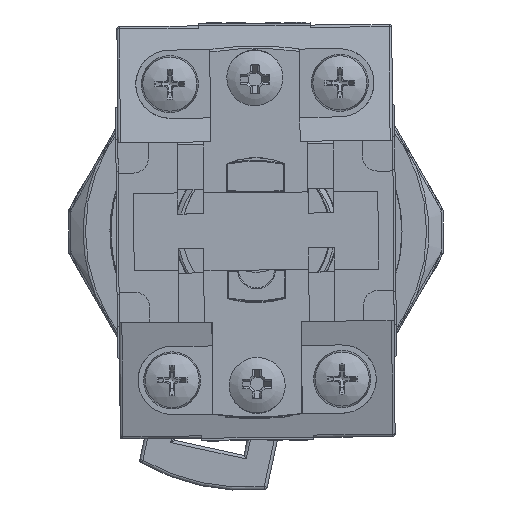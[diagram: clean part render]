
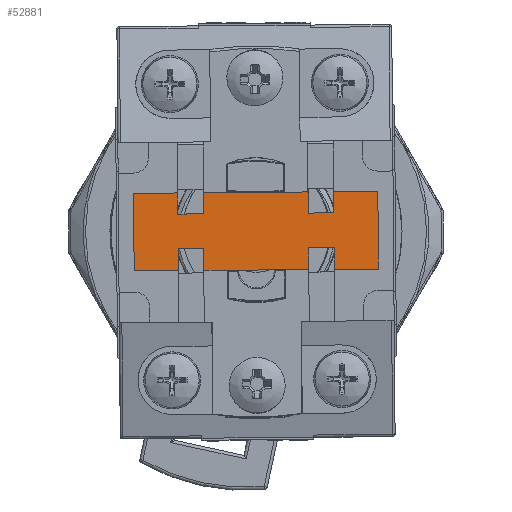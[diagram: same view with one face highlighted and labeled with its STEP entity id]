
A CAD part, front view. The second image highlights one B-rep face of the part: STEP entity #52881.
In plain terms, the highlighted face is planar.
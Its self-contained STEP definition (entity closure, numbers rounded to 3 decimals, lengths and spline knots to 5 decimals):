
#3628=PLANE('',#57270);
#5894=FACE_OUTER_BOUND('',#8912,.T.);
#8912=EDGE_LOOP('',(#42492,#42493,#42494,#42495,#42496,#42497,#42498,#42499,
#42500,#42501,#42502,#42503,#42504,#42505,#42506,#42507,#42508,#42509,#42510,
#42511,#42512,#42513,#42514,#42515,#42516,#42517,#42518,#42519));
#12890=LINE('',#140421,#17489);
#12905=LINE('',#140480,#17504);
#12909=LINE('',#140489,#17508);
#12912=LINE('',#140494,#17511);
#12913=LINE('',#140497,#17512);
#12918=LINE('',#140507,#17517);
#12921=LINE('',#140512,#17520);
#12926=LINE('',#140521,#17525);
#12946=LINE('',#140560,#17545);
#12948=LINE('',#140564,#17547);
#12950=LINE('',#140568,#17549);
#12953=LINE('',#140573,#17552);
#12955=LINE('',#140577,#17554);
#12958=LINE('',#140585,#17557);
#12968=LINE('',#140609,#17567);
#12970=LINE('',#140612,#17569);
#12971=LINE('',#140614,#17570);
#12972=LINE('',#140617,#17571);
#12973=LINE('',#140619,#17572);
#12974=LINE('',#140620,#17573);
#12975=LINE('',#140622,#17574);
#12976=LINE('',#140624,#17575);
#12977=LINE('',#140625,#17576);
#12978=LINE('',#140627,#17577);
#12979=LINE('',#140629,#17578);
#12980=LINE('',#140630,#17579);
#12981=LINE('',#140632,#17580);
#12982=LINE('',#140633,#17581);
#17489=VECTOR('',#65966,0.08492);
#17504=VECTOR('',#66019,0.22441);
#17508=VECTOR('',#66029,0.09843);
#17511=VECTOR('',#66034,0.08138);
#17512=VECTOR('',#66037,0.08158);
#17517=VECTOR('',#66044,0.08138);
#17520=VECTOR('',#66049,0.09843);
#17525=VECTOR('',#66058,0.08158);
#17545=VECTOR('',#66090,0.08492);
#17547=VECTOR('',#66094,0.09843);
#17549=VECTOR('',#66098,0.08492);
#17552=VECTOR('',#66103,0.09843);
#17554=VECTOR('',#66107,0.08492);
#17557=VECTOR('',#66116,0.22441);
#17567=VECTOR('',#66142,0.17097);
#17569=VECTOR('',#66146,0.09158);
#17570=VECTOR('',#66149,0.0901);
#17571=VECTOR('',#66152,0.17097);
#17572=VECTOR('',#66153,0.30036);
#17573=VECTOR('',#66154,0.17097);
#17574=VECTOR('',#66155,0.00092);
#17575=VECTOR('',#66156,0.0002);
#17576=VECTOR('',#66157,0.09021);
#17577=VECTOR('',#66158,0.08963);
#17578=VECTOR('',#66159,0.0002);
#17579=VECTOR('',#66160,0.00092);
#17580=VECTOR('',#66161,0.17097);
#17581=VECTOR('',#66162,0.30036);
#24435=VERTEX_POINT('',#140418);
#24436=VERTEX_POINT('',#140420);
#24442=VERTEX_POINT('',#140473);
#24443=VERTEX_POINT('',#140478);
#24444=VERTEX_POINT('',#140486);
#24445=VERTEX_POINT('',#140488);
#24446=VERTEX_POINT('',#140492);
#24447=VERTEX_POINT('',#140496);
#24450=VERTEX_POINT('',#140504);
#24451=VERTEX_POINT('',#140506);
#24452=VERTEX_POINT('',#140510);
#24454=VERTEX_POINT('',#140519);
#24466=VERTEX_POINT('',#140557);
#24467=VERTEX_POINT('',#140559);
#24468=VERTEX_POINT('',#140563);
#24469=VERTEX_POINT('',#140567);
#24470=VERTEX_POINT('',#140571);
#24471=VERTEX_POINT('',#140575);
#24472=VERTEX_POINT('',#140582);
#24473=VERTEX_POINT('',#140584);
#24479=VERTEX_POINT('',#140608);
#24480=VERTEX_POINT('',#140616);
#24481=VERTEX_POINT('',#140618);
#24482=VERTEX_POINT('',#140621);
#24483=VERTEX_POINT('',#140623);
#24484=VERTEX_POINT('',#140626);
#24485=VERTEX_POINT('',#140628);
#24486=VERTEX_POINT('',#140631);
#30860=EDGE_CURVE('',#24435,#24436,#12890,.T.);
#30883=EDGE_CURVE('',#24443,#24442,#12905,.T.);
#30887=EDGE_CURVE('',#24444,#24445,#12909,.T.);
#30890=EDGE_CURVE('',#24446,#24444,#12912,.T.);
#30891=EDGE_CURVE('',#24445,#24447,#12913,.T.);
#30896=EDGE_CURVE('',#24450,#24451,#12918,.T.);
#30899=EDGE_CURVE('',#24452,#24450,#12921,.T.);
#30904=EDGE_CURVE('',#24454,#24452,#12926,.T.);
#30924=EDGE_CURVE('',#24466,#24467,#12946,.T.);
#30926=EDGE_CURVE('',#24467,#24468,#12948,.T.);
#30928=EDGE_CURVE('',#24468,#24469,#12950,.T.);
#30931=EDGE_CURVE('',#24470,#24435,#12953,.T.);
#30933=EDGE_CURVE('',#24471,#24470,#12955,.T.);
#30936=EDGE_CURVE('',#24472,#24473,#12958,.T.);
#30948=EDGE_CURVE('',#24479,#24436,#12968,.T.);
#30950=EDGE_CURVE('',#24471,#24442,#12970,.T.);
#30951=EDGE_CURVE('',#24443,#24469,#12971,.T.);
#30952=EDGE_CURVE('',#24466,#24480,#12972,.T.);
#30953=EDGE_CURVE('',#24480,#24481,#12973,.T.);
#30954=EDGE_CURVE('',#24481,#24447,#12974,.T.);
#30955=EDGE_CURVE('',#24482,#24446,#12975,.T.);
#30956=EDGE_CURVE('',#24483,#24482,#12976,.T.);
#30957=EDGE_CURVE('',#24483,#24473,#12977,.T.);
#30958=EDGE_CURVE('',#24472,#24484,#12978,.T.);
#30959=EDGE_CURVE('',#24485,#24484,#12979,.T.);
#30960=EDGE_CURVE('',#24451,#24485,#12980,.T.);
#30961=EDGE_CURVE('',#24454,#24486,#12981,.T.);
#30962=EDGE_CURVE('',#24486,#24479,#12982,.T.);
#42492=ORIENTED_EDGE('',*,*,#30924,.F.);
#42493=ORIENTED_EDGE('',*,*,#30952,.T.);
#42494=ORIENTED_EDGE('',*,*,#30953,.T.);
#42495=ORIENTED_EDGE('',*,*,#30954,.T.);
#42496=ORIENTED_EDGE('',*,*,#30891,.F.);
#42497=ORIENTED_EDGE('',*,*,#30887,.F.);
#42498=ORIENTED_EDGE('',*,*,#30890,.F.);
#42499=ORIENTED_EDGE('',*,*,#30955,.F.);
#42500=ORIENTED_EDGE('',*,*,#30956,.F.);
#42501=ORIENTED_EDGE('',*,*,#30957,.T.);
#42502=ORIENTED_EDGE('',*,*,#30936,.F.);
#42503=ORIENTED_EDGE('',*,*,#30958,.T.);
#42504=ORIENTED_EDGE('',*,*,#30959,.F.);
#42505=ORIENTED_EDGE('',*,*,#30960,.F.);
#42506=ORIENTED_EDGE('',*,*,#30896,.F.);
#42507=ORIENTED_EDGE('',*,*,#30899,.F.);
#42508=ORIENTED_EDGE('',*,*,#30904,.F.);
#42509=ORIENTED_EDGE('',*,*,#30961,.T.);
#42510=ORIENTED_EDGE('',*,*,#30962,.T.);
#42511=ORIENTED_EDGE('',*,*,#30948,.T.);
#42512=ORIENTED_EDGE('',*,*,#30860,.F.);
#42513=ORIENTED_EDGE('',*,*,#30931,.F.);
#42514=ORIENTED_EDGE('',*,*,#30933,.F.);
#42515=ORIENTED_EDGE('',*,*,#30950,.T.);
#42516=ORIENTED_EDGE('',*,*,#30883,.F.);
#42517=ORIENTED_EDGE('',*,*,#30951,.T.);
#42518=ORIENTED_EDGE('',*,*,#30928,.F.);
#42519=ORIENTED_EDGE('',*,*,#30926,.F.);
#52881=ADVANCED_FACE('',(#5894),#3628,.F.);
#57270=AXIS2_PLACEMENT_3D('',#140615,#66150,#66151);
#65966=DIRECTION('',(0.,-1.,0.));
#66019=DIRECTION('',(1.,0.,0.));
#66029=DIRECTION('',(-1.,0.,0.));
#66034=DIRECTION('',(0.,-1.,0.));
#66037=DIRECTION('',(0.,1.,0.));
#66044=DIRECTION('',(0.,1.,0.));
#66049=DIRECTION('',(-1.,0.,0.));
#66058=DIRECTION('',(0.,-1.,0.));
#66090=DIRECTION('',(0.,1.,0.));
#66094=DIRECTION('',(1.,0.,0.));
#66098=DIRECTION('',(0.,-1.,0.));
#66103=DIRECTION('',(1.,0.,0.));
#66107=DIRECTION('',(0.,1.,0.));
#66116=DIRECTION('',(-1.,0.,0.));
#66142=DIRECTION('',(-1.,0.,0.));
#66146=DIRECTION('',(-1.,0.,0.));
#66149=DIRECTION('',(-1.,0.,0.));
#66150=DIRECTION('center_axis',(0.,0.,1.));
#66151=DIRECTION('ref_axis',(1.,0.,0.));
#66152=DIRECTION('',(-1.,0.,0.));
#66153=DIRECTION('',(0.,1.,0.));
#66154=DIRECTION('',(1.,0.,0.));
#66155=DIRECTION('',(-1.,0.,0.));
#66156=DIRECTION('',(0.,-1.,0.));
#66157=DIRECTION('',(1.,0.,0.));
#66158=DIRECTION('',(1.,0.,0.));
#66159=DIRECTION('',(0.,1.,0.));
#66160=DIRECTION('',(-1.,0.,0.));
#66161=DIRECTION('',(1.,0.,0.));
#66162=DIRECTION('',(0.,-1.,0.));
#140418=CARTESIAN_POINT('',(0.30147,0.65484,0.01969));
#140420=CARTESIAN_POINT('',(0.30147,0.56992,0.01969));
#140421=CARTESIAN_POINT('',(0.30147,0.65484,0.01969));
#140473=CARTESIAN_POINT('',(0.11147,0.56992,0.01969));
#140478=CARTESIAN_POINT('',(-0.11294,0.56992,0.01969));
#140480=CARTESIAN_POINT('',(-0.11294,0.56992,0.01969));
#140486=CARTESIAN_POINT('',(-0.20305,0.7887,0.01969));
#140488=CARTESIAN_POINT('',(-0.30147,0.7887,0.01969));
#140489=CARTESIAN_POINT('',(-0.20305,0.7887,0.01969));
#140492=CARTESIAN_POINT('',(-0.20305,0.87008,0.01969));
#140494=CARTESIAN_POINT('',(-0.20305,0.87008,0.01969));
#140496=CARTESIAN_POINT('',(-0.30147,0.87028,0.01969));
#140497=CARTESIAN_POINT('',(-0.30147,0.7887,0.01969));
#140504=CARTESIAN_POINT('',(0.20305,0.7887,0.01969));
#140506=CARTESIAN_POINT('',(0.20305,0.87008,0.01969));
#140507=CARTESIAN_POINT('',(0.20305,0.7887,0.01969));
#140510=CARTESIAN_POINT('',(0.30147,0.7887,0.01969));
#140512=CARTESIAN_POINT('',(0.30147,0.7887,0.01969));
#140519=CARTESIAN_POINT('',(0.30147,0.87028,0.01969));
#140521=CARTESIAN_POINT('',(0.30147,0.87028,0.01969));
#140557=CARTESIAN_POINT('',(-0.30147,0.56992,0.01969));
#140559=CARTESIAN_POINT('',(-0.30147,0.65484,0.01969));
#140560=CARTESIAN_POINT('',(-0.30147,0.56992,0.01969));
#140563=CARTESIAN_POINT('',(-0.20305,0.65484,0.01969));
#140564=CARTESIAN_POINT('',(-0.30147,0.65484,0.01969));
#140567=CARTESIAN_POINT('',(-0.20305,0.56992,0.01969));
#140568=CARTESIAN_POINT('',(-0.20305,0.65484,0.01969));
#140571=CARTESIAN_POINT('',(0.20305,0.65484,0.01969));
#140573=CARTESIAN_POINT('',(0.20305,0.65484,0.01969));
#140575=CARTESIAN_POINT('',(0.20305,0.56992,0.01969));
#140577=CARTESIAN_POINT('',(0.20305,0.56992,0.01969));
#140582=CARTESIAN_POINT('',(0.11249,0.87028,0.01969));
#140584=CARTESIAN_POINT('',(-0.11191,0.87028,0.01969));
#140585=CARTESIAN_POINT('',(0.11249,0.87028,0.01969));
#140608=CARTESIAN_POINT('',(0.47244,0.56992,0.01969));
#140609=CARTESIAN_POINT('',(0.47244,0.56992,0.01969));
#140612=CARTESIAN_POINT('',(0.20305,0.56992,0.01969));
#140614=CARTESIAN_POINT('',(-0.11294,0.56992,0.01969));
#140615=CARTESIAN_POINT('Origin',(0.,0.7201,
0.01969));
#140616=CARTESIAN_POINT('',(-0.47244,0.56992,0.01969));
#140617=CARTESIAN_POINT('',(-0.30147,0.56992,0.01969));
#140618=CARTESIAN_POINT('',(-0.47244,0.87028,0.01969));
#140619=CARTESIAN_POINT('',(-0.47244,0.56992,0.01969));
#140620=CARTESIAN_POINT('',(-0.47244,0.87028,0.01969));
#140621=CARTESIAN_POINT('',(-0.20213,0.87008,0.01969));
#140622=CARTESIAN_POINT('',(-0.20213,0.87008,0.01969));
#140623=CARTESIAN_POINT('',(-0.20213,0.87028,0.01969));
#140624=CARTESIAN_POINT('',(-0.20213,0.87028,0.01969));
#140625=CARTESIAN_POINT('',(-0.20213,0.87028,0.01969));
#140626=CARTESIAN_POINT('',(0.20213,0.87028,0.01969));
#140627=CARTESIAN_POINT('',(0.11249,0.87028,0.01969));
#140628=CARTESIAN_POINT('',(0.20213,0.87008,0.01969));
#140629=CARTESIAN_POINT('',(0.20213,0.87008,0.01969));
#140630=CARTESIAN_POINT('',(0.20305,0.87008,0.01969));
#140631=CARTESIAN_POINT('',(0.47244,0.87028,0.01969));
#140632=CARTESIAN_POINT('',(0.30147,0.87028,0.01969));
#140633=CARTESIAN_POINT('',(0.47244,0.87028,0.01969));
